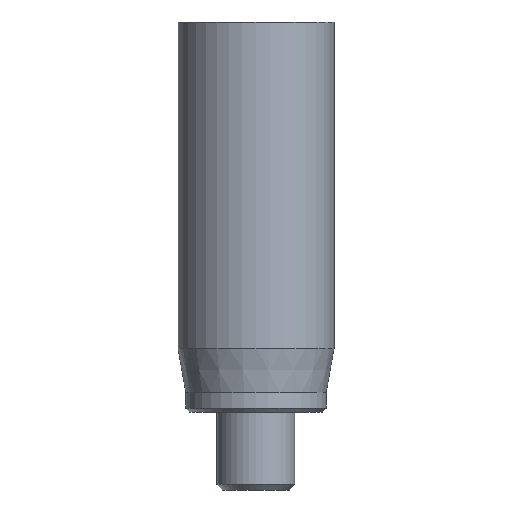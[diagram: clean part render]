
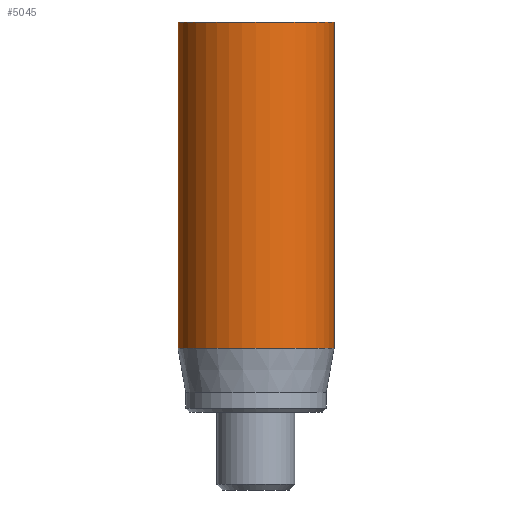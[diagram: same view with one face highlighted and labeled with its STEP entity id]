
A CAD part, front view. The second image highlights one B-rep face of the part: STEP entity #5045.
In plain terms, the highlighted cylindrical face has radius 4 mm (diameter 8 mm), a full revolution.
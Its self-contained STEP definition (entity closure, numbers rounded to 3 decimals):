
#42=CYLINDRICAL_SURFACE('',#5278,4.);
#63=CIRCLE('',#5245,4.);
#79=CIRCLE('',#5276,4.);
#80=CIRCLE('',#5277,4.);
#434=FACE_OUTER_BOUND('',#733,.T.);
#733=EDGE_LOOP('',(#4319,#4320,#4321,#4322,#4323));
#1094=LINE('',#9115,#1466);
#1466=VECTOR('',#5828,4.);
#2262=VERTEX_POINT('',#9054);
#2278=VERTEX_POINT('',#9109);
#2279=VERTEX_POINT('',#9110);
#2953=EDGE_CURVE('',#2262,#2262,#63,.T.);
#2977=EDGE_CURVE('',#2278,#2279,#79,.T.);
#2978=EDGE_CURVE('',#2279,#2278,#80,.T.);
#2980=EDGE_CURVE('',#2262,#2278,#1094,.T.);
#4319=ORIENTED_EDGE('',*,*,#2953,.T.);
#4320=ORIENTED_EDGE('',*,*,#2980,.T.);
#4321=ORIENTED_EDGE('',*,*,#2977,.T.);
#4322=ORIENTED_EDGE('',*,*,#2978,.T.);
#4323=ORIENTED_EDGE('',*,*,#2980,.F.);
#5045=ADVANCED_FACE('',(#434),#42,.T.);
#5245=AXIS2_PLACEMENT_3D('',#9055,#5751,#5752);
#5276=AXIS2_PLACEMENT_3D('',#9111,#5821,#5822);
#5277=AXIS2_PLACEMENT_3D('',#9112,#5823,#5824);
#5278=AXIS2_PLACEMENT_3D('',#9114,#5826,#5827);
#5751=DIRECTION('center_axis',(0.,0.,-1.));
#5752=DIRECTION('ref_axis',(-1.,0.,0.));
#5821=DIRECTION('center_axis',(0.,0.,1.));
#5822=DIRECTION('ref_axis',(-1.,0.,0.));
#5823=DIRECTION('center_axis',(0.,0.,1.));
#5824=DIRECTION('ref_axis',(-1.,0.,0.));
#5826=DIRECTION('center_axis',(0.,0.,1.));
#5827=DIRECTION('ref_axis',(-1.,0.,0.));
#5828=DIRECTION('',(0.,0.,-1.));
#9054=CARTESIAN_POINT('',(4.,0.,20.));
#9055=CARTESIAN_POINT('Origin',(0.,0.,20.));
#9109=CARTESIAN_POINT('',(4.,0.,3.269));
#9110=CARTESIAN_POINT('',(-4.,0.,3.269));
#9111=CARTESIAN_POINT('Origin',(0.,0.,3.269));
#9112=CARTESIAN_POINT('Origin',(0.,0.,3.269));
#9114=CARTESIAN_POINT('Origin',(0.,0.,0.));
#9115=CARTESIAN_POINT('',(4.,0.,0.));
